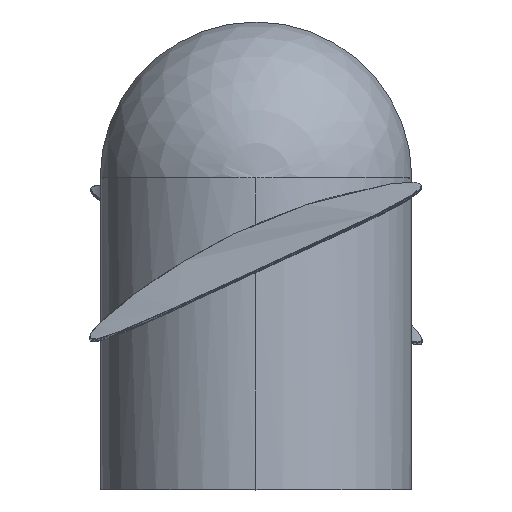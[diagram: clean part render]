
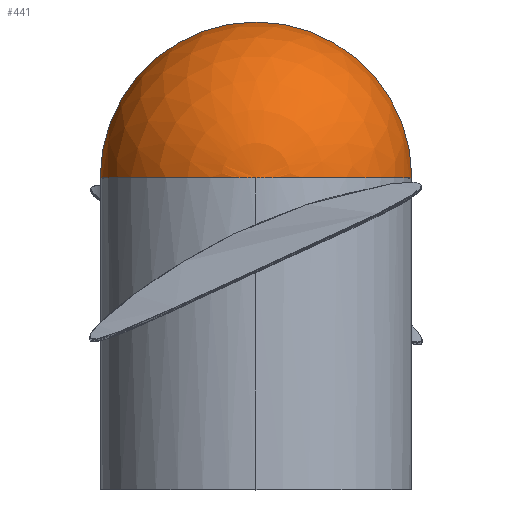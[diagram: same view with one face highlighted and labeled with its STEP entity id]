
A CAD part, top view. The second image highlights one B-rep face of the part: STEP entity #441.
In plain terms, the highlighted spherical face has radius 2.5 mm.
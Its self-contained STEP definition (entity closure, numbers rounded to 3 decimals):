
#1 = CARTESIAN_POINT ( 'NONE',  ( 2.5, 5.004, 0. ) ) ;
#38 = AXIS2_PLACEMENT_3D ( 'NONE', #1062, #252, #166 ) ;
#106 = DIRECTION ( 'NONE',  ( 0., 1., 0. ) ) ;
#128 = CIRCLE ( 'NONE', #313, 2.5 ) ;
#151 = VERTEX_POINT ( 'NONE', #925 ) ;
#154 = FACE_OUTER_BOUND ( 'NONE', #469, .T. ) ;
#166 = DIRECTION ( 'NONE',  ( -1., 0., 0. ) ) ;
#241 = CARTESIAN_POINT ( 'NONE',  ( 0., 5.004, 0. ) ) ;
#252 = DIRECTION ( 'NONE',  ( 0., 0., -1. ) ) ;
#265 = EDGE_CURVE ( 'NONE', #151, #953, #583, .T. ) ;
#313 = AXIS2_PLACEMENT_3D ( 'NONE', #1001, #106, #984 ) ;
#433 = SPHERICAL_SURFACE ( 'NONE', #760, 2.5 ) ;
#441 = ADVANCED_FACE ( 'NONE', ( #154 ), #433, .T. ) ;
#469 = EDGE_LOOP ( 'NONE', ( #749, #875 ) ) ;
#583 = CIRCLE ( 'NONE', #38, 2.5 ) ;
#640 = DIRECTION ( 'NONE',  ( 0., 0., -1. ) ) ;
#745 = DIRECTION ( 'NONE',  ( 1., 0., 0. ) ) ;
#749 = ORIENTED_EDGE ( 'NONE', *, *, #265, .F. ) ;
#756 = EDGE_CURVE ( 'NONE', #151, #953, #128, .T. ) ;
#760 = AXIS2_PLACEMENT_3D ( 'NONE', #241, #640, #745 ) ;
#875 = ORIENTED_EDGE ( 'NONE', *, *, #756, .T. ) ;
#925 = CARTESIAN_POINT ( 'NONE',  ( -2.5, 5.004, 0. ) ) ;
#953 = VERTEX_POINT ( 'NONE', #1 ) ;
#984 = DIRECTION ( 'NONE',  ( -1., 0., 0. ) ) ;
#1001 = CARTESIAN_POINT ( 'NONE',  ( 0., 5.004, 0. ) ) ;
#1062 = CARTESIAN_POINT ( 'NONE',  ( 0., 5.004, 0. ) ) ;
